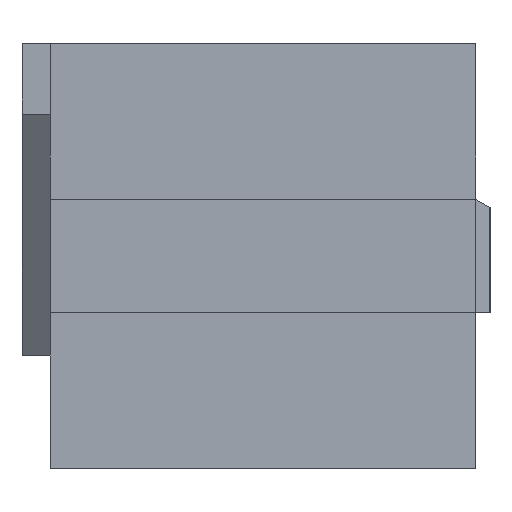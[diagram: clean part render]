
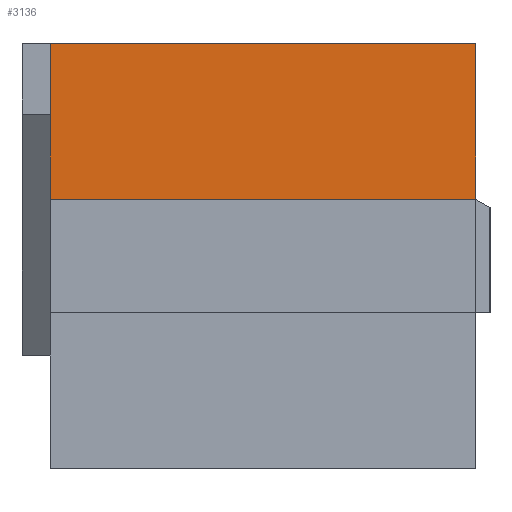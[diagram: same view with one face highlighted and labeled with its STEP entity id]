
A CAD part, front view. The second image highlights one B-rep face of the part: STEP entity #3136.
In plain terms, the highlighted planar face has unit normal (0, -1, 0).
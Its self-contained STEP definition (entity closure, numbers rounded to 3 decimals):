
#65 = CARTESIAN_POINT ( 'NONE',  ( 15., 0., 4. ) ) ;
#318 = CARTESIAN_POINT ( 'NONE',  ( -15., 0., 4. ) ) ;
#358 = EDGE_CURVE ( 'NONE', #2491, #2064, #1345, .T. ) ;
#431 = CARTESIAN_POINT ( 'NONE',  ( -15., 0., 15. ) ) ;
#433 = DIRECTION ( 'NONE',  ( 0., 1., 0. ) ) ;
#489 = AXIS2_PLACEMENT_3D ( 'NONE', #1962, #433, #728 ) ;
#591 = EDGE_CURVE ( 'NONE', #871, #2064, #3638, .T. ) ;
#728 = DIRECTION ( 'NONE',  ( 0., 0., 1. ) ) ;
#782 = EDGE_CURVE ( 'NONE', #1692, #2491, #3929, .T. ) ;
#871 = VERTEX_POINT ( 'NONE', #318 ) ;
#892 = FACE_OUTER_BOUND ( 'NONE', #3660, .T. ) ;
#1301 = CARTESIAN_POINT ( 'NONE',  ( -15., 0., 15. ) ) ;
#1345 = LINE ( 'NONE', #1782, #2399 ) ;
#1594 = CARTESIAN_POINT ( 'NONE',  ( 15., 0., 15. ) ) ;
#1645 = PLANE ( 'NONE',  #489 ) ;
#1692 = VERTEX_POINT ( 'NONE', #431 ) ;
#1693 = CARTESIAN_POINT ( 'NONE',  ( -15., 0., 15. ) ) ;
#1722 = ORIENTED_EDGE ( 'NONE', *, *, #3642, .T. ) ;
#1750 = LINE ( 'NONE', #1301, #3231 ) ;
#1782 = CARTESIAN_POINT ( 'NONE',  ( 15., 0., 15. ) ) ;
#1962 = CARTESIAN_POINT ( 'NONE',  ( -15., 0., 15. ) ) ;
#2064 = VERTEX_POINT ( 'NONE', #65 ) ;
#2166 = ORIENTED_EDGE ( 'NONE', *, *, #358, .F. ) ;
#2399 = VECTOR ( 'NONE', #2748, 1000. ) ;
#2449 = VECTOR ( 'NONE', #3226, 1000. ) ;
#2491 = VERTEX_POINT ( 'NONE', #1594 ) ;
#2748 = DIRECTION ( 'NONE',  ( 0., 0., -1. ) ) ;
#2835 = DIRECTION ( 'NONE',  ( 1., 0., 0. ) ) ;
#2926 = VECTOR ( 'NONE', #2835, 1000. ) ;
#3136 = ADVANCED_FACE ( 'NONE', ( #892 ), #1645, .F. ) ;
#3187 = CARTESIAN_POINT ( 'NONE',  ( -17., 0., 4. ) ) ;
#3226 = DIRECTION ( 'NONE',  ( 1., 0., 0. ) ) ;
#3231 = VECTOR ( 'NONE', #3438, 1000. ) ;
#3275 = ORIENTED_EDGE ( 'NONE', *, *, #782, .F. ) ;
#3438 = DIRECTION ( 'NONE',  ( 0., 0., -1. ) ) ;
#3638 = LINE ( 'NONE', #3187, #2926 ) ;
#3642 = EDGE_CURVE ( 'NONE', #1692, #871, #1750, .T. ) ;
#3660 = EDGE_LOOP ( 'NONE', ( #1722, #3813, #2166, #3275 ) ) ;
#3813 = ORIENTED_EDGE ( 'NONE', *, *, #591, .T. ) ;
#3929 = LINE ( 'NONE', #1693, #2449 ) ;
